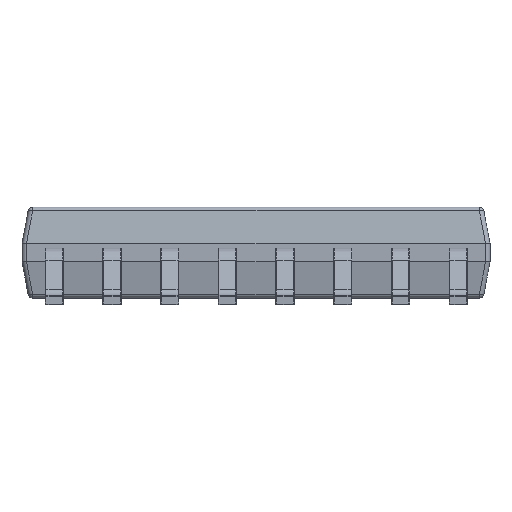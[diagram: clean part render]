
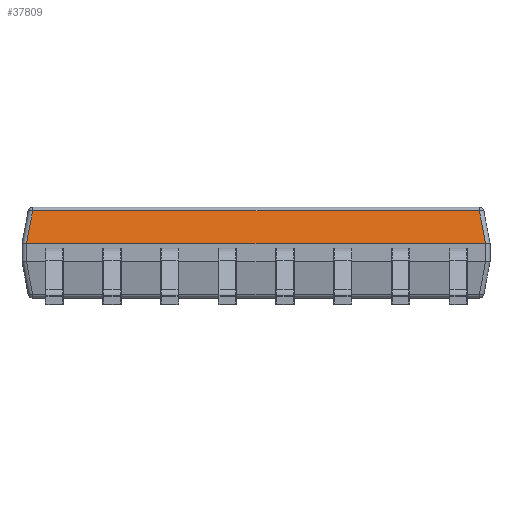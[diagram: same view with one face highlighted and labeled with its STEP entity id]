
A CAD part, front view. The second image highlights one B-rep face of the part: STEP entity #37809.
In plain terms, the highlighted planar face has unit normal (0, -0.983, 0.184).
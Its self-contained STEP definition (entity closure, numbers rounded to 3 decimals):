
#1625 = DIRECTION ( 'NONE',  ( -1., 0., 0. ) ) ;
#2270 = DIRECTION ( 'NONE',  ( -0.181, 0.181, 0.967 ) ) ;
#2411 =( BOUNDED_CURVE ( )  B_SPLINE_CURVE ( 3, ( #48244, #39568, #22639, #35070 ),
 .UNSPECIFIED., .F., .F. ) 
 B_SPLINE_CURVE_WITH_KNOTS ( ( 4, 4 ),
 ( 0., 0.017 ),
 .UNSPECIFIED. ) 
 CURVE ( )  GEOMETRIC_REPRESENTATION_ITEM ( )  RATIONAL_B_SPLINE_CURVE ( ( 1., 1., 1., 1. ) ) 
 REPRESENTATION_ITEM ( '' )  );
#2463 = EDGE_CURVE ( 'NONE', #24307, #28666, #5863, .T. ) ;
#5863 = LINE ( 'NONE', #22879, #51861 ) ;
#7855 = LINE ( 'NONE', #20939, #31837 ) ;
#8325 = VECTOR ( 'NONE', #2270, 1000. ) ;
#10332 = DIRECTION ( 'NONE',  ( -1., 0., 0. ) ) ;
#11156 = LINE ( 'NONE', #48751, #21645 ) ;
#11223 = CARTESIAN_POINT ( 'NONE',  ( -5.05, -2.65, 1.3 ) ) ;
#11768 =( BOUNDED_CURVE ( )  B_SPLINE_CURVE ( 3, ( #33127, #28299, #28844, #11223 ),
 .UNSPECIFIED., .F., .T. ) 
 B_SPLINE_CURVE_WITH_KNOTS ( ( 4, 4 ),
 ( 6.266, 6.283 ),
 .UNSPECIFIED. ) 
 CURVE ( )  GEOMETRIC_REPRESENTATION_ITEM ( )  RATIONAL_B_SPLINE_CURVE ( ( 1., 1., 1., 1. ) ) 
 REPRESENTATION_ITEM ( '' )  );
#11787 = VERTEX_POINT ( 'NONE', #32490 ) ;
#11973 = DIRECTION ( 'NONE',  ( -0.181, -0.181, -0.967 ) ) ;
#13576 = ORIENTED_EDGE ( 'NONE', *, *, #17552, .T. ) ;
#13626 = VERTEX_POINT ( 'NONE', #46421 ) ;
#14148 = EDGE_CURVE ( 'NONE', #28666, #51447, #11768, .T. ) ;
#15757 = EDGE_CURVE ( 'NONE', #13626, #20229, #2411, .T. ) ;
#15774 = ORIENTED_EDGE ( 'NONE', *, *, #14148, .T. ) ;
#16364 = CARTESIAN_POINT ( 'NONE',  ( -5.052, -2.65, 1.3 ) ) ;
#17552 = EDGE_CURVE ( 'NONE', #11787, #24307, #7855, .T. ) ;
#20229 = VERTEX_POINT ( 'NONE', #52678 ) ;
#20939 = CARTESIAN_POINT ( 'NONE',  ( 0., -2.515, 2.018 ) ) ;
#21645 = VECTOR ( 'NONE', #10332, 1000. ) ;
#22464 = ORIENTED_EDGE ( 'NONE', *, *, #2463, .T. ) ;
#22639 = CARTESIAN_POINT ( 'NONE',  ( 5.051, -2.65, 1.3 ) ) ;
#22879 = CARTESIAN_POINT ( 'NONE',  ( -4.741, -2.339, 2.959 ) ) ;
#22894 = CARTESIAN_POINT ( 'NONE',  ( 0., -2.5, 2.1 ) ) ;
#24307 = VERTEX_POINT ( 'NONE', #37685 ) ;
#25792 = ORIENTED_EDGE ( 'NONE', *, *, #26781, .F. ) ;
#26781 = EDGE_CURVE ( 'NONE', #13626, #51447, #11156, .T. ) ;
#28299 = CARTESIAN_POINT ( 'NONE',  ( -5.051, -2.65, 1.3 ) ) ;
#28666 = VERTEX_POINT ( 'NONE', #16364 ) ;
#28844 = CARTESIAN_POINT ( 'NONE',  ( -5.051, -2.65, 1.3 ) ) ;
#30532 = FACE_OUTER_BOUND ( 'NONE', #41902, .T. ) ;
#30809 = PLANE ( 'NONE',  #41384 ) ;
#31837 = VECTOR ( 'NONE', #43162, 1000. ) ;
#32019 = LINE ( 'NONE', #48305, #8325 ) ;
#32490 = CARTESIAN_POINT ( 'NONE',  ( 4.917, -2.515, 2.018 ) ) ;
#33127 = CARTESIAN_POINT ( 'NONE',  ( -5.052, -2.65, 1.3 ) ) ;
#35070 = CARTESIAN_POINT ( 'NONE',  ( 5.052, -2.65, 1.3 ) ) ;
#36261 = ORIENTED_EDGE ( 'NONE', *, *, #39361, .T. ) ;
#37685 = CARTESIAN_POINT ( 'NONE',  ( -4.917, -2.515, 2.018 ) ) ;
#37809 = ADVANCED_FACE ( 'NONE', ( #30532 ), #30809, .T. ) ;
#39361 = EDGE_CURVE ( 'NONE', #20229, #11787, #32019, .T. ) ;
#39568 = CARTESIAN_POINT ( 'NONE',  ( 5.051, -2.65, 1.3 ) ) ;
#40087 = DIRECTION ( 'NONE',  ( 0., -0.983, 0.184 ) ) ;
#41384 = AXIS2_PLACEMENT_3D ( 'NONE', #22894, #40087, #1625 ) ;
#41902 = EDGE_LOOP ( 'NONE', ( #25792, #47760, #36261, #13576, #22464, #15774 ) ) ;
#43162 = DIRECTION ( 'NONE',  ( -1., 0., 0. ) ) ;
#46421 = CARTESIAN_POINT ( 'NONE',  ( 5.05, -2.65, 1.3 ) ) ;
#47760 = ORIENTED_EDGE ( 'NONE', *, *, #15757, .T. ) ;
#48244 = CARTESIAN_POINT ( 'NONE',  ( 5.05, -2.65, 1.3 ) ) ;
#48305 = CARTESIAN_POINT ( 'NONE',  ( 4.741, -2.339, 2.959 ) ) ;
#48720 = CARTESIAN_POINT ( 'NONE',  ( -5.05, -2.65, 1.3 ) ) ;
#48751 = CARTESIAN_POINT ( 'NONE',  ( -5.15, -2.65, 1.3 ) ) ;
#51447 = VERTEX_POINT ( 'NONE', #48720 ) ;
#51861 = VECTOR ( 'NONE', #11973, 1000. ) ;
#52678 = CARTESIAN_POINT ( 'NONE',  ( 5.052, -2.65, 1.3 ) ) ;
